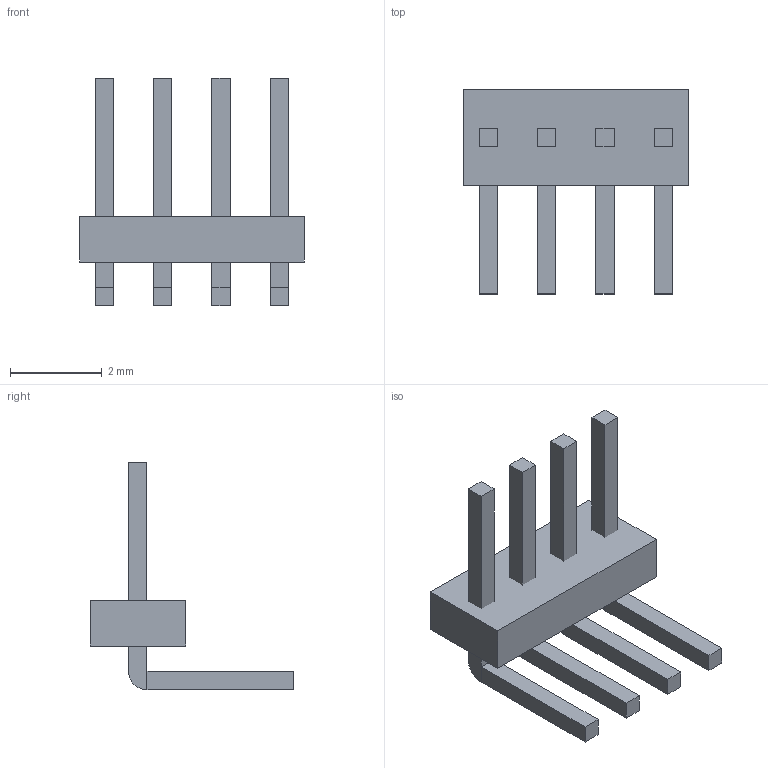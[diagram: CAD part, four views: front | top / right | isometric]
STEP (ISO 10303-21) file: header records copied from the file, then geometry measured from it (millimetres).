
FILE_DESCRIPTION(('FreeCAD Model'),'2;1');
FILE_NAME('GRPB041VWCN-RC.step','2021-11-14T19:22:32', ('Author'),(''),'Open CASCADE STEP processor 7.3','FreeCAD','Unknown' );
FILE_SCHEMA(('AUTOMOTIVE_DESIGN { 1 0 10303 214 1 1 1 1 }'));
Length unit declared in the file: millimetre
Products named in the file (11): Body004; Body003; Body002; Body001; Body; Part
Assembly tree (5 placements, depth 2):
  Body004
  Body003
  Body002
  Body001
  Body
Bounding box: 4.88 x 4.44 x 4.95 mm (x, y, z)
Volume: 30.6 mm3; surface area: 174.3 mm2
Topology: 10 solids, 10 shells, 108 faces, 232 edges, 144 vertices
Faces by surface type: plane 100, cylinder 8
Entity records: 6134 total; most frequent: CARTESIAN_POINT 1050, DIRECTION 924, LINE 664, VECTOR 664, ORIENTED_EDGE 464, PCURVE 464, DEFINITIONAL_REPRESENTATION 464, EDGE_CURVE 232
